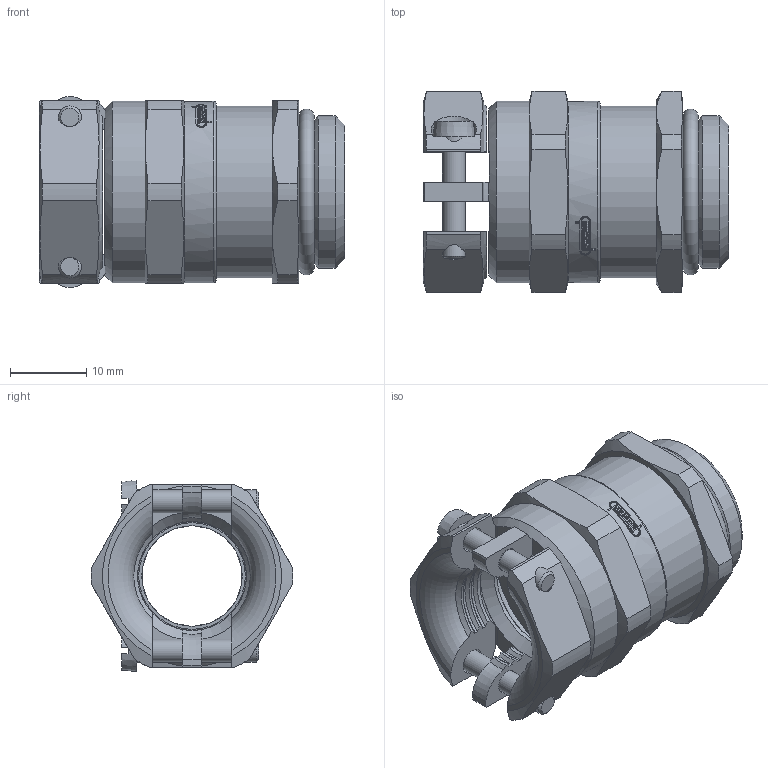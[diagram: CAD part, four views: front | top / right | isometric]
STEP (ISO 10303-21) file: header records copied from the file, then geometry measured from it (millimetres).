
FILE_DESCRIPTION(/* description */ ('STEP AP214'),/* implementation_level */ '2;1');
FILE_NAME(/* name */ 'HU1692200050.stp',/* time_stamp */ '2021-10-13T13:41:27+02:00',/* author */ ('sl'),/* organization */ ('CADENAS'),/* preprocessor_version */ 'ST-DEVELOPER v16.5',/* originating_system */ 'Autodesk Inventor 2017',/* authorisation */ ' ');
FILE_SCHEMA (('AUTOMOTIVE_DESIGN { 1 0 10303 214 3 1 1 }'));
Length unit declared in the file: millimetre
Products named in the file (6): HSK-MZ-EMV 1.692.2000.50; _HSK-MZ-EMV 1.692.2000.50-Gland; _HSK-MZ-EMV 1.692.2000.50-Nut; _HSK-MZ-EMV 1.692.2000.50-Clamping insert; _HSK-MZ-EMV 1.692.2000.50-Sealing insert; _HSK-MZ-EMV 1.692.2000.50-O-Ring
Assembly tree (5 placements, depth 2):
  HSK-MZ-EMV 1.692.2000.50
    _HSK-MZ-EMV 1.692.2000.50-Gland
    _HSK-MZ-EMV 1.692.2000.50-Nut
    _HSK-MZ-EMV 1.692.2000.50-Clamping insert
    _HSK-MZ-EMV 1.692.2000.50-Sealing insert
    _HSK-MZ-EMV 1.692.2000.50-O-Ring
Bounding box: 40.09 x 26.49 x 25.08 mm (x, y, z)
Volume: 9960.9 mm3; surface area: 11755.3 mm2
Topology: 5 solids, 5 shells, 308 faces, 819 edges, 537 vertices
Faces by surface type: plane 160, cylinder 81, cone 51, torus 16
Full cylindrical faces by diameter (mm): 3 x3, 3.2 x2, 3.4 x2, 14 x1, 14.2 x1, 14.3 x1, 16 x2, 16.1 x2, 17.8 x1, 18.9 x2, 19.9 x2, 20 x1, 21.16 x1, 21.4 x1, 21.83 x2, 22.5 x1, 23.8 x2
Entity records: 9765 total; most frequent: CARTESIAN_POINT 2171, DIRECTION 1608, ORIENTED_EDGE 1512, EDGE_CURVE 756, AXIS2_PLACEMENT_3D 643, VERTEX_POINT 522, EDGE_LOOP 388, LINE 322
